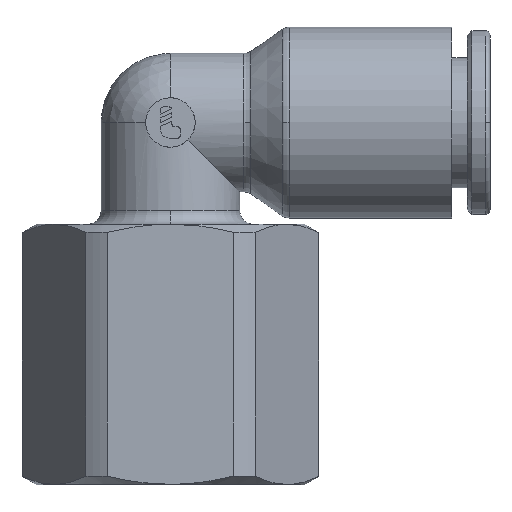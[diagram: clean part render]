
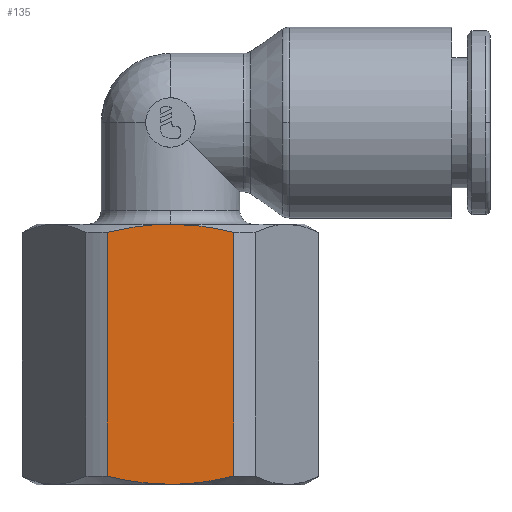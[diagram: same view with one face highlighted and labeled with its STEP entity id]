
A CAD part, top view. The second image highlights one B-rep face of the part: STEP entity #135.
In plain terms, the highlighted planar face has unit normal (0, 0, 1).
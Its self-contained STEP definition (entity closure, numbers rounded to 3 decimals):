
#135=ADVANCED_FACE('',(#326),#327,.T.);
#326=FACE_OUTER_BOUND('',#521,.T.);
#327=PLANE('',#522);
#521=EDGE_LOOP('',(#1231,#1232,#1233,#1234,#1235,#1236));
#522=AXIS2_PLACEMENT_3D('',#1237,#1238,#1239);
#1231=ORIENTED_EDGE('',*,*,#1470,.F.);
#1232=ORIENTED_EDGE('',*,*,#1499,.F.);
#1233=ORIENTED_EDGE('',*,*,#1482,.F.);
#1234=ORIENTED_EDGE('',*,*,#1478,.F.);
#1235=ORIENTED_EDGE('',*,*,#1500,.F.);
#1236=ORIENTED_EDGE('',*,*,#1472,.F.);
#1237=CARTESIAN_POINT('',(0.,0.0,9.5));
#1238=DIRECTION('',(0.,0.0,1.0));
#1239=DIRECTION('',(1.0,0.0,0.));
#1470=EDGE_CURVE('',#1833,#1835,#1836,.T.);
#1472=EDGE_CURVE('',#1835,#1838,#1839,.T.);
#1478=EDGE_CURVE('',#1847,#1800,#1848,.T.);
#1482=EDGE_CURVE('',#1800,#1854,#1855,.T.);
#1499=EDGE_CURVE('',#1854,#1833,#1877,.T.);
#1500=EDGE_CURVE('',#1838,#1847,#1878,.T.);
#1800=VERTEX_POINT('',#2451);
#1833=VERTEX_POINT('',#2561);
#1835=VERTEX_POINT('',#2563);
#1836=(B_SPLINE_CURVE(2,(#2565,#2566,#2567,#2568,#2569),.UNSPECIFIED.,.F.,.F.)B_SPLINE_CURVE_WITH_KNOTS((3,2,3),(0.0,5.57,11.14),.UNSPECIFIED.)RATIONAL_B_SPLINE_CURVE((1.0,1.038,1.0,1.038,1.0))BOUNDED_CURVE()REPRESENTATION_ITEM('')GEOMETRIC_REPRESENTATION_ITEM()CURVE());
#1838=VERTEX_POINT('',#2577);
#1839=(B_SPLINE_CURVE(2,(#2579,#2580,#2581,#2582,#2583),.UNSPECIFIED.,.F.,.F.)B_SPLINE_CURVE_WITH_KNOTS((3,2,3),(0.0,5.57,11.14),.UNSPECIFIED.)RATIONAL_B_SPLINE_CURVE((1.0,1.038,1.0,1.038,1.0))BOUNDED_CURVE()REPRESENTATION_ITEM('')GEOMETRIC_REPRESENTATION_ITEM()CURVE());
#1847=VERTEX_POINT('',#2619);
#1848=(B_SPLINE_CURVE(2,(#2621,#2622,#2623,#2624,#2625),.UNSPECIFIED.,.F.,.F.)B_SPLINE_CURVE_WITH_KNOTS((3,2,3),(0.0,5.57,11.14),.UNSPECIFIED.)RATIONAL_B_SPLINE_CURVE((1.0,1.038,1.0,1.038,1.0))BOUNDED_CURVE()REPRESENTATION_ITEM('')GEOMETRIC_REPRESENTATION_ITEM()CURVE());
#1854=VERTEX_POINT('',#2659);
#1855=(B_SPLINE_CURVE(2,(#2661,#2662,#2663,#2664,#2665),.UNSPECIFIED.,.F.,.F.)B_SPLINE_CURVE_WITH_KNOTS((3,2,3),(0.0,5.57,11.14),.UNSPECIFIED.)RATIONAL_B_SPLINE_CURVE((1.0,1.038,1.0,1.038,1.0))BOUNDED_CURVE()REPRESENTATION_ITEM('')GEOMETRIC_REPRESENTATION_ITEM()CURVE());
#1877=LINE('',#2755,#2756);
#1878=LINE('',#2757,#2758);
#2451=CARTESIAN_POINT('',(0.,18.4,9.5));
#2561=CARTESIAN_POINT('',(4.472,0.577,9.5));
#2563=CARTESIAN_POINT('',(0.,0.0,9.5));
#2565=CARTESIAN_POINT('',(5.491,0.85,9.5));
#2566=CARTESIAN_POINT('',(2.548,0.,9.5));
#2567=CARTESIAN_POINT('',(0.,0.,9.5));
#2568=CARTESIAN_POINT('',(-2.548,0.,9.5));
#2569=CARTESIAN_POINT('',(-5.491,0.85,9.5));
#2577=CARTESIAN_POINT('',(-4.472,0.577,9.5));
#2579=CARTESIAN_POINT('',(5.491,0.85,9.5));
#2580=CARTESIAN_POINT('',(2.548,0.,9.5));
#2581=CARTESIAN_POINT('',(0.,0.,9.5));
#2582=CARTESIAN_POINT('',(-2.548,0.,9.5));
#2583=CARTESIAN_POINT('',(-5.491,0.85,9.5));
#2619=CARTESIAN_POINT('',(-4.472,17.823,9.5));
#2621=CARTESIAN_POINT('',(-5.491,17.55,9.5));
#2622=CARTESIAN_POINT('',(-2.548,18.4,9.5));
#2623=CARTESIAN_POINT('',(0.,18.4,9.5));
#2624=CARTESIAN_POINT('',(2.548,18.4,9.5));
#2625=CARTESIAN_POINT('',(5.491,17.55,9.5));
#2659=CARTESIAN_POINT('',(4.472,17.823,9.5));
#2661=CARTESIAN_POINT('',(-5.491,17.55,9.5));
#2662=CARTESIAN_POINT('',(-2.548,18.4,9.5));
#2663=CARTESIAN_POINT('',(0.,18.4,9.5));
#2664=CARTESIAN_POINT('',(2.548,18.4,9.5));
#2665=CARTESIAN_POINT('',(5.491,17.55,9.5));
#2755=CARTESIAN_POINT('',(4.472,9.2,9.5));
#2756=VECTOR('',#3193,1.0);
#2757=CARTESIAN_POINT('',(-4.472,9.2,9.5));
#2758=VECTOR('',#3194,1.0);
#3193=DIRECTION('',(-0.0,-1.0,-0.0));
#3194=DIRECTION('',(0.0,1.0,0.0));
